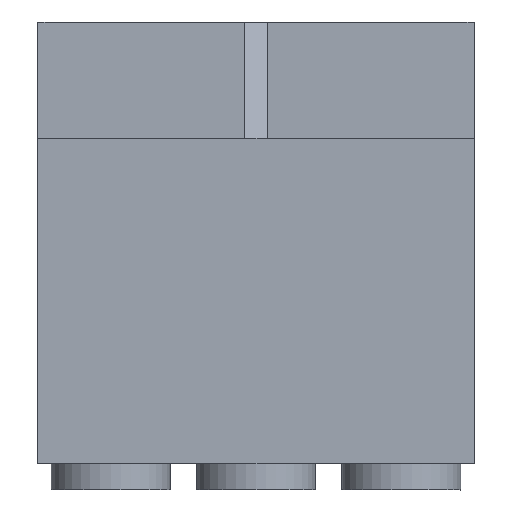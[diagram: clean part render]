
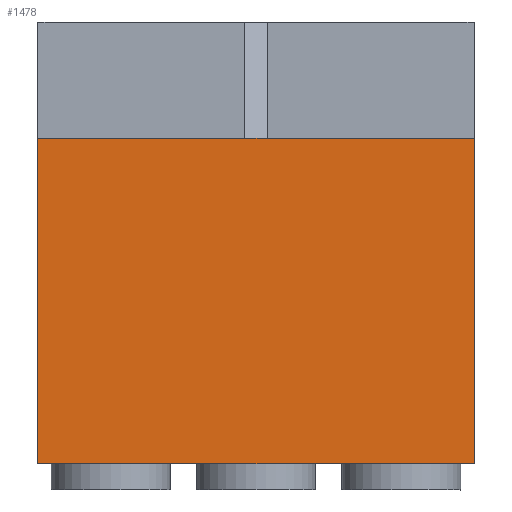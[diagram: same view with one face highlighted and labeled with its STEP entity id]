
A CAD part, front view. The second image highlights one B-rep face of the part: STEP entity #1478.
In plain terms, the highlighted planar face has unit normal (0, -1, 0).
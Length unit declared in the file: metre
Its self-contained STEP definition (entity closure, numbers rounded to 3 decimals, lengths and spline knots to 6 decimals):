
#1478=ADVANCED_FACE('',(#3290),#3291,.F.);
#3290=FACE_OUTER_BOUND('',#5672,.T.);
#3291=PLANE('',#5673);
#5672=EDGE_LOOP('',(#10999,#11000,#11001,#11002));
#5673=AXIS2_PLACEMENT_3D('',#11003,#11004,#11005);
#10999=ORIENTED_EDGE('',*,*,#16052,.F.);
#11000=ORIENTED_EDGE('',*,*,#14283,.T.);
#11001=ORIENTED_EDGE('',*,*,#15174,.F.);
#11002=ORIENTED_EDGE('',*,*,#16053,.F.);
#11003=CARTESIAN_POINT('',(0.008,0.,-0.0105));
#11004=DIRECTION('',(0.,1.0,0.));
#11005=DIRECTION('',(-1.0,0.,0.));
#14283=EDGE_CURVE('',#17153,#17151,#17154,.T.);
#15174=EDGE_CURVE('',#18659,#17151,#18661,.T.);
#16052=EDGE_CURVE('',#17153,#19939,#19940,.F.);
#16053=EDGE_CURVE('',#19939,#18659,#19941,.T.);
#17151=VERTEX_POINT('',#21425);
#17153=VERTEX_POINT('',#21428);
#17154=LINE('',#21429,#21430);
#18659=VERTEX_POINT('',#24036);
#18661=LINE('',#24039,#24040);
#19939=VERTEX_POINT('',#26426);
#19940=LINE('',#26427,#26428);
#19941=LINE('',#26429,#26430);
#21425=CARTESIAN_POINT('',(0.015,0.,0.));
#21428=CARTESIAN_POINT('',(0.015,0.,-0.0112));
#21429=CARTESIAN_POINT('',(0.015,0.,-0.0105));
#21430=VECTOR('',#27594,1.0);
#24036=CARTESIAN_POINT('',(0.,0.0,0.));
#24039=CARTESIAN_POINT('',(-0.000001,0.,0.));
#24040=VECTOR('',#27971,1.0);
#26426=CARTESIAN_POINT('',(0.,0.,-0.0112));
#26427=CARTESIAN_POINT('',(0.008,0.,-0.0112));
#26428=VECTOR('',#28304,1.0);
#26429=CARTESIAN_POINT('',(0.,0.,-0.0113));
#26430=VECTOR('',#28305,1.0);
#27594=DIRECTION('',(0.,0.,1.0));
#27971=DIRECTION('',(1.0,0.,0.));
#28304=DIRECTION('',(1.0,0.,0.));
#28305=DIRECTION('',(0.,0.,1.0));
